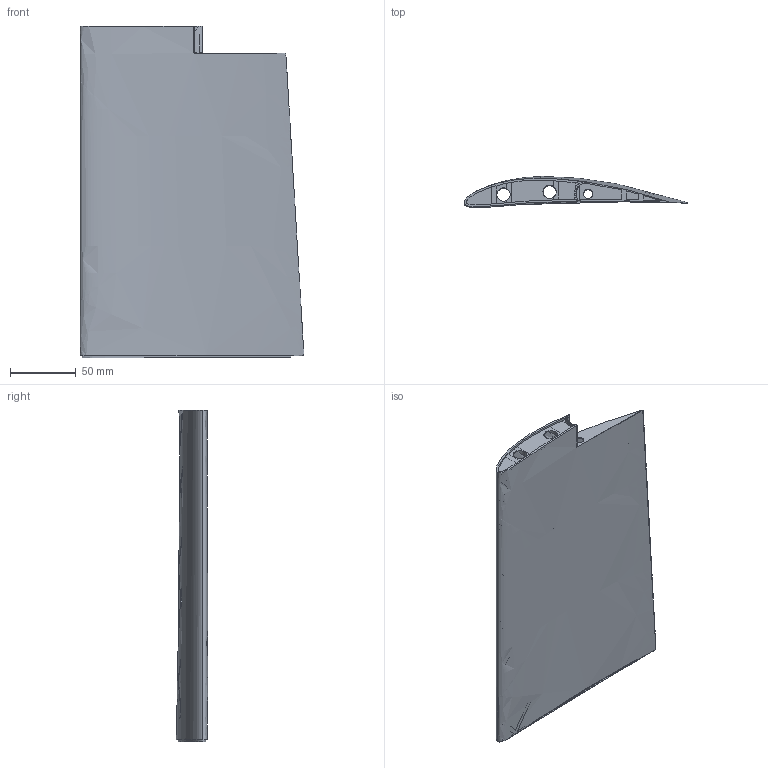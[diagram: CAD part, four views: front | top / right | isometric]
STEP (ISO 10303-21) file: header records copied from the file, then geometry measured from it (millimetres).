
FILE_DESCRIPTION (( 'STEP AP214' ), '1' );
FILE_NAME ('MirrorDetailed_Wing_2_noerror_prosakri_V2.STEP', '2025-04-02T19:18:14', ( '' ), ( '' ), 'SwSTEP 2.0', 'SolidWorks 2022', '' );
FILE_SCHEMA (( 'AUTOMOTIVE_DESIGN' ));
Length unit declared in the file: millimetre
Products named in the file (1): MirrorDetailed_Wing_2_noerror_prosakri_V2
Bounding box: 170.02 x 23.78 x 251.45 mm (x, y, z)
Volume: 149926.4 mm3; surface area: 198037.8 mm2
Topology: 2 solids, 22 shells, 317 faces, 738 edges, 490 vertices
Faces by surface type: plane 164, bspline 103, cylinder 50
Entity records: 17429 total; most frequent: CARTESIAN_POINT 11504, ORIENTED_EDGE 1474, EDGE_CURVE 737, DIRECTION 700, VERTEX_POINT 490, B_SPLINE_CURVE_WITH_KNOTS 377, EDGE_LOOP 361, FACE_OUTER_BOUND 317
